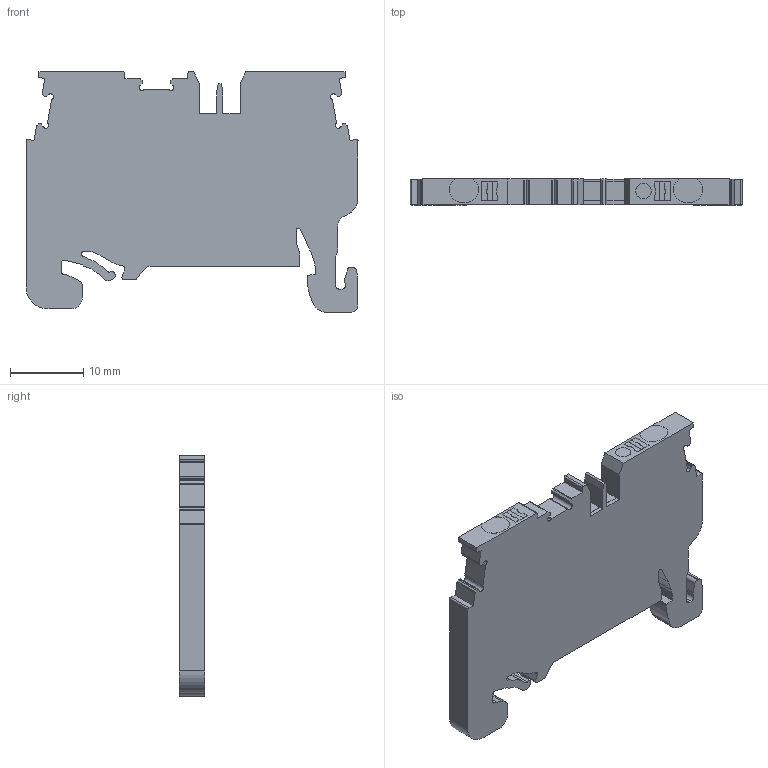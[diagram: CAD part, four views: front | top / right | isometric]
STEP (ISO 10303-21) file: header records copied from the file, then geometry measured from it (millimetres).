
FILE_DESCRIPTION (( 'STEP AP203' ), '1' );
FILE_NAME ('YCT20-00-K03-001 Êîëîäêà êëåììíàÿ CP 1,5ìì2 ñåðàÿ IEK.SLDPRT.STEP', '2024-10-23T08:39:38', ( '' ), ( '' ), 'SwSTEP 2.0', 'SolidWorks 2022', '' );
FILE_SCHEMA (( 'CONFIG_CONTROL_DESIGN' ));
Length unit declared in the file: millimetre
Products named in the file (1): YCT20-00-K03-001 Колодка клеммная CP 1,5мм2 серая IEK.SLDPRT
Bounding box: 45.3 x 3.5 x 32.8 mm (x, y, z)
Volume: 4053.9 mm3; surface area: 3146.6 mm2
Topology: 1 solids, 1 shells, 220 faces, 651 edges, 436 vertices
Faces by surface type: plane 131, cylinder 89
Full cylindrical faces by diameter (mm): 2.1 x1
Entity records: 7453 total; most frequent: CARTESIAN_POINT 1307, ORIENTED_EDGE 1300, DIRECTION 1270, EDGE_CURVE 650, LINE 472, VECTOR 472, VERTEX_POINT 436, AXIS2_PLACEMENT_3D 399
